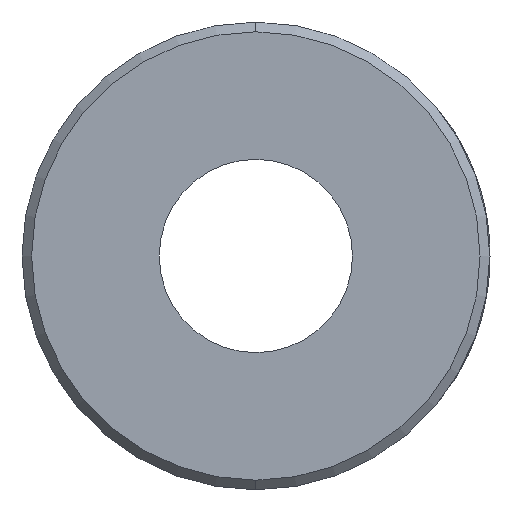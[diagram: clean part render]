
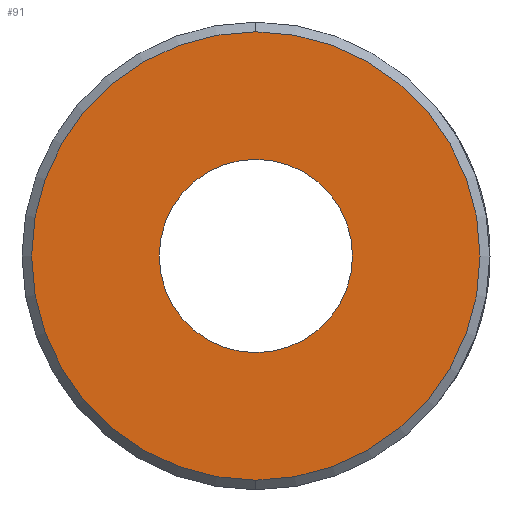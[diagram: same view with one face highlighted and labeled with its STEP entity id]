
A CAD part, front view. The second image highlights one B-rep face of the part: STEP entity #91.
In plain terms, the highlighted planar face has unit normal (0, -1, 0).
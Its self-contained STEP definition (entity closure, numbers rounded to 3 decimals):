
#31 = VERTEX_POINT ( 'NONE', #2341 ) ;
#41 = CARTESIAN_POINT ( 'NONE',  ( 0., -1.75, 3.1 ) ) ;
#91 = ADVANCED_FACE ( 'NONE', ( #430, #1005 ), #2355, .F. ) ;
#124 = ORIENTED_EDGE ( 'NONE', *, *, #1590, .T. ) ;
#250 = CARTESIAN_POINT ( 'NONE',  ( 0., -1.75, 0. ) ) ;
#398 = CARTESIAN_POINT ( 'NONE',  ( 0., -1.75, -7.191 ) ) ;
#430 = FACE_OUTER_BOUND ( 'NONE', #883, .T. ) ;
#556 = AXIS2_PLACEMENT_3D ( 'NONE', #2076, #2233, #1294 ) ;
#606 = EDGE_CURVE ( 'NONE', #31, #957, #2085, .T. ) ;
#649 = ORIENTED_EDGE ( 'NONE', *, *, #1570, .T. ) ;
#883 = EDGE_LOOP ( 'NONE', ( #889, #124 ) ) ;
#889 = ORIENTED_EDGE ( 'NONE', *, *, #1237, .T. ) ;
#946 = DIRECTION ( 'NONE',  ( 0., 0., 1. ) ) ;
#957 = VERTEX_POINT ( 'NONE', #41 ) ;
#997 = CARTESIAN_POINT ( 'NONE',  ( 0., -1.75, 7.191 ) ) ;
#1005 = FACE_BOUND ( 'NONE', #2195, .T. ) ;
#1021 = DIRECTION ( 'NONE',  ( 0., 1., 0. ) ) ;
#1142 = DIRECTION ( 'NONE',  ( 0., -1., 0. ) ) ;
#1148 = CIRCLE ( 'NONE', #1727, 7.191 ) ;
#1165 = DIRECTION ( 'NONE',  ( 0., 0., 1. ) ) ;
#1191 = DIRECTION ( 'NONE',  ( 0., 0., 1. ) ) ;
#1237 = EDGE_CURVE ( 'NONE', #2230, #1266, #1148, .T. ) ;
#1266 = VERTEX_POINT ( 'NONE', #398 ) ;
#1294 = DIRECTION ( 'NONE',  ( 0., 0., 1. ) ) ;
#1450 = ORIENTED_EDGE ( 'NONE', *, *, #606, .T. ) ;
#1526 = CARTESIAN_POINT ( 'NONE',  ( 0., -1.75, 0. ) ) ;
#1551 = DIRECTION ( 'NONE',  ( 0., -1., 0. ) ) ;
#1570 = EDGE_CURVE ( 'NONE', #957, #31, #2449, .T. ) ;
#1590 = EDGE_CURVE ( 'NONE', #1266, #2230, #2366, .T. ) ;
#1727 = AXIS2_PLACEMENT_3D ( 'NONE', #2114, #1551, #1191 ) ;
#1756 = AXIS2_PLACEMENT_3D ( 'NONE', #250, #1021, #1766 ) ;
#1762 = AXIS2_PLACEMENT_3D ( 'NONE', #1911, #1142, #946 ) ;
#1766 = DIRECTION ( 'NONE',  ( 0., 0., 1. ) ) ;
#1889 = DIRECTION ( 'NONE',  ( 0., 1., 0. ) ) ;
#1911 = CARTESIAN_POINT ( 'NONE',  ( 0., -1.75, 0. ) ) ;
#2058 = AXIS2_PLACEMENT_3D ( 'NONE', #1526, #1889, #1165 ) ;
#2076 = CARTESIAN_POINT ( 'NONE',  ( 0., -1.75, 0. ) ) ;
#2085 = CIRCLE ( 'NONE', #556, 3.1 ) ;
#2114 = CARTESIAN_POINT ( 'NONE',  ( 0., -1.75, 0. ) ) ;
#2195 = EDGE_LOOP ( 'NONE', ( #649, #1450 ) ) ;
#2230 = VERTEX_POINT ( 'NONE', #997 ) ;
#2233 = DIRECTION ( 'NONE',  ( 0., 1., 0. ) ) ;
#2341 = CARTESIAN_POINT ( 'NONE',  ( 0., -1.75, -3.1 ) ) ;
#2355 = PLANE ( 'NONE',  #1756 ) ;
#2366 = CIRCLE ( 'NONE', #1762, 7.191 ) ;
#2449 = CIRCLE ( 'NONE', #2058, 3.1 ) ;
